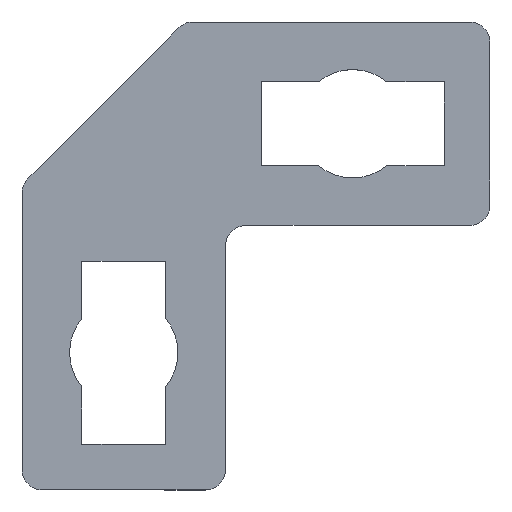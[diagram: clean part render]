
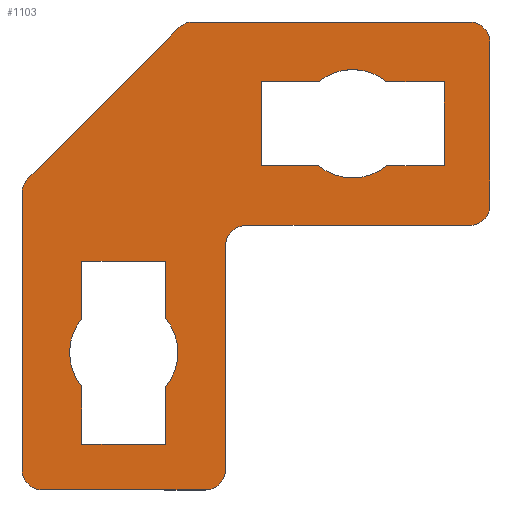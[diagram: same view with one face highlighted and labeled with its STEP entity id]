
A CAD part, top view. The second image highlights one B-rep face of the part: STEP entity #1103.
In plain terms, the highlighted planar face has unit normal (0, 0, 1).
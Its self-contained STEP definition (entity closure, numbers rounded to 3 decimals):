
#73=CARTESIAN_POINT('',(-40.,6.343,4.0));
#74=VERTEX_POINT('',#73);
#75=CARTESIAN_POINT('',(-38.828,9.172,4.0));
#76=VERTEX_POINT('',#75);
#77=CARTESIAN_POINT('',(-36.,6.343,4.0));
#78=DIRECTION('',(0.0,0.0,-1.0));
#79=DIRECTION('',(-0.924,0.383,0.0));
#80=AXIS2_PLACEMENT_3D('',#77,#78,#79);
#81=CIRCLE('',#80,4.0);
#82=EDGE_CURVE('',#74,#76,#81,.T.);
#124=CARTESIAN_POINT('',(-40.,-48.,4.0));
#125=VERTEX_POINT('',#124);
#132=CARTESIAN_POINT('',(-40.,-48.,4.0));
#133=DIRECTION('',(0.0,1.0,0.0));
#134=VECTOR('',#133,54.343);
#135=LINE('',#132,#134);
#136=EDGE_CURVE('',#125,#74,#135,.T.);
#392=CARTESIAN_POINT('',(-9.172,38.828,4.0));
#393=VERTEX_POINT('',#392);
#394=CARTESIAN_POINT('',(-6.343,40.,4.0));
#395=VERTEX_POINT('',#394);
#396=CARTESIAN_POINT('',(-6.343,36.0,4.0));
#397=DIRECTION('',(0.0,0.0,-1.0));
#398=DIRECTION('',(-0.383,0.924,0.0));
#399=AXIS2_PLACEMENT_3D('',#396,#397,#398);
#400=CIRCLE('',#399,4.0);
#401=EDGE_CURVE('',#393,#395,#400,.T.);
#425=CARTESIAN_POINT('',(48.,40.0,4.0));
#426=VERTEX_POINT('',#425);
#427=CARTESIAN_POINT('',(-6.343,40.,4.0));
#428=DIRECTION('',(1.0,0.0,0.0));
#429=VECTOR('',#428,54.343);
#430=LINE('',#427,#429);
#431=EDGE_CURVE('',#395,#426,#430,.T.);
#448=CARTESIAN_POINT('',(52.,36.0,4.0));
#449=VERTEX_POINT('',#448);
#450=CARTESIAN_POINT('',(48.,36.0,4.0));
#451=DIRECTION('',(0.0,0.0,-1.0));
#452=DIRECTION('',(0.707,0.707,0.0));
#453=AXIS2_PLACEMENT_3D('',#450,#451,#452);
#454=CIRCLE('',#453,4.0);
#455=EDGE_CURVE('',#426,#449,#454,.T.);
#473=CARTESIAN_POINT('',(52.,4.,4.0));
#474=VERTEX_POINT('',#473);
#475=CARTESIAN_POINT('',(48.,0.0,4.0));
#476=VERTEX_POINT('',#475);
#477=CARTESIAN_POINT('',(48.,4.,4.0));
#478=DIRECTION('',(0.0,0.0,-1.0));
#479=DIRECTION('',(0.707,-0.707,0.0));
#480=AXIS2_PLACEMENT_3D('',#477,#478,#479);
#481=CIRCLE('',#480,4.0);
#482=EDGE_CURVE('',#474,#476,#481,.T.);
#506=CARTESIAN_POINT('',(4.,0.0,4.0));
#507=VERTEX_POINT('',#506);
#508=CARTESIAN_POINT('',(48.,0.0,4.0));
#509=DIRECTION('',(-1.0,0.0,0.0));
#510=VECTOR('',#509,44.);
#511=LINE('',#508,#510);
#512=EDGE_CURVE('',#476,#507,#511,.T.);
#531=CARTESIAN_POINT('',(0.,-4.,4.0));
#532=VERTEX_POINT('',#531);
#533=CARTESIAN_POINT('',(4.,-4.0,4.0));
#534=DIRECTION('',(0.0,0.0,1.0));
#535=DIRECTION('',(-0.707,0.707,0.0));
#536=AXIS2_PLACEMENT_3D('',#533,#534,#535);
#537=CIRCLE('',#536,4.);
#538=EDGE_CURVE('',#507,#532,#537,.T.);
#554=CARTESIAN_POINT('',(-36.,-52.,4.0));
#555=VERTEX_POINT('',#554);
#556=CARTESIAN_POINT('',(-36.,-48.,4.0));
#557=DIRECTION('',(0.0,0.0,-1.0));
#558=DIRECTION('',(-0.707,-0.707,0.0));
#559=AXIS2_PLACEMENT_3D('',#556,#557,#558);
#560=CIRCLE('',#559,4.0);
#561=EDGE_CURVE('',#555,#125,#560,.T.);
#581=CARTESIAN_POINT('',(-4.,-52.,4.0));
#582=VERTEX_POINT('',#581);
#589=CARTESIAN_POINT('',(-4.,-52.,4.0));
#590=DIRECTION('',(-1.0,0.0,0.0));
#591=VECTOR('',#590,32.0);
#592=LINE('',#589,#591);
#593=EDGE_CURVE('',#582,#555,#592,.T.);
#603=CARTESIAN_POINT('',(0.,-48.,4.0));
#604=VERTEX_POINT('',#603);
#605=CARTESIAN_POINT('',(-4.,-48.,4.0));
#606=DIRECTION('',(0.0,0.0,-1.0));
#607=DIRECTION('',(0.707,-0.707,0.0));
#608=AXIS2_PLACEMENT_3D('',#605,#606,#607);
#609=CIRCLE('',#608,4.);
#610=EDGE_CURVE('',#604,#582,#609,.T.);
#628=CARTESIAN_POINT('',(-28.25,-43.,4.0));
#629=VERTEX_POINT('',#628);
#630=CARTESIAN_POINT('',(-28.25,-31.735,4.0));
#631=VERTEX_POINT('',#630);
#632=CARTESIAN_POINT('',(-28.25,-43.,4.0));
#633=DIRECTION('',(0.0,1.0,0.0));
#634=VECTOR('',#633,11.265);
#635=LINE('',#632,#634);
#636=EDGE_CURVE('',#629,#631,#635,.T.);
#659=CARTESIAN_POINT('',(-28.25,-18.265,4.0));
#660=VERTEX_POINT('',#659);
#661=CARTESIAN_POINT('',(-20.,-25.,4.0));
#662=DIRECTION('',(0.0,0.0,-1.0));
#663=DIRECTION('',(-0.775,0.632,0.0));
#664=AXIS2_PLACEMENT_3D('',#661,#662,#663);
#665=CIRCLE('',#664,10.65);
#666=EDGE_CURVE('',#631,#660,#665,.T.);
#684=CARTESIAN_POINT('',(-28.25,-7.,4.0));
#685=VERTEX_POINT('',#684);
#686=CARTESIAN_POINT('',(-28.25,-18.265,4.0));
#687=DIRECTION('',(0.0,1.0,0.0));
#688=VECTOR('',#687,11.265);
#689=LINE('',#686,#688);
#690=EDGE_CURVE('',#660,#685,#689,.T.);
#708=CARTESIAN_POINT('',(-11.75,-7.,4.0));
#709=VERTEX_POINT('',#708);
#710=CARTESIAN_POINT('',(-28.25,-7.,4.0));
#711=DIRECTION('',(1.0,0.0,0.0));
#712=VECTOR('',#711,16.5);
#713=LINE('',#710,#712);
#714=EDGE_CURVE('',#685,#709,#713,.T.);
#732=CARTESIAN_POINT('',(-11.75,-18.265,4.0));
#733=VERTEX_POINT('',#732);
#734=CARTESIAN_POINT('',(-11.75,-7.,4.0));
#735=DIRECTION('',(0.0,-1.0,0.0));
#736=VECTOR('',#735,11.265);
#737=LINE('',#734,#736);
#738=EDGE_CURVE('',#709,#733,#737,.T.);
#756=CARTESIAN_POINT('',(-11.75,-31.735,4.0));
#757=VERTEX_POINT('',#756);
#758=CARTESIAN_POINT('',(-20.,-25.,4.0));
#759=DIRECTION('',(0.0,0.0,-1.0));
#760=DIRECTION('',(0.775,-0.632,0.0));
#761=AXIS2_PLACEMENT_3D('',#758,#759,#760);
#762=CIRCLE('',#761,10.65);
#763=EDGE_CURVE('',#733,#757,#762,.T.);
#781=CARTESIAN_POINT('',(-11.75,-43.,4.0));
#782=VERTEX_POINT('',#781);
#783=CARTESIAN_POINT('',(-11.75,-31.735,4.0));
#784=DIRECTION('',(0.0,-1.0,0.0));
#785=VECTOR('',#784,11.265);
#786=LINE('',#783,#785);
#787=EDGE_CURVE('',#757,#782,#786,.T.);
#805=CARTESIAN_POINT('',(-11.75,-43.,4.0));
#806=DIRECTION('',(-1.0,0.0,0.0));
#807=VECTOR('',#806,16.5);
#808=LINE('',#805,#807);
#809=EDGE_CURVE('',#782,#629,#808,.T.);
#822=CARTESIAN_POINT('',(7.,28.25,4.0));
#823=VERTEX_POINT('',#822);
#824=CARTESIAN_POINT('',(18.265,28.25,4.0));
#825=VERTEX_POINT('',#824);
#826=CARTESIAN_POINT('',(7.,28.25,4.0));
#827=DIRECTION('',(1.0,0.0,0.0));
#828=VECTOR('',#827,11.265);
#829=LINE('',#826,#828);
#830=EDGE_CURVE('',#823,#825,#829,.T.);
#853=CARTESIAN_POINT('',(31.735,28.25,4.0));
#854=VERTEX_POINT('',#853);
#855=CARTESIAN_POINT('',(25.0,20.0,4.0));
#856=DIRECTION('',(0.0,0.0,-1.0));
#857=DIRECTION('',(0.632,0.775,0.0));
#858=AXIS2_PLACEMENT_3D('',#855,#856,#857);
#859=CIRCLE('',#858,10.65);
#860=EDGE_CURVE('',#825,#854,#859,.T.);
#878=CARTESIAN_POINT('',(43.0,28.25,4.0));
#879=VERTEX_POINT('',#878);
#880=CARTESIAN_POINT('',(31.735,28.25,4.0));
#881=DIRECTION('',(1.0,0.0,0.0));
#882=VECTOR('',#881,11.265);
#883=LINE('',#880,#882);
#884=EDGE_CURVE('',#854,#879,#883,.T.);
#902=CARTESIAN_POINT('',(43.,11.75,4.0));
#903=VERTEX_POINT('',#902);
#904=CARTESIAN_POINT('',(43.0,28.25,4.0));
#905=DIRECTION('',(0.0,-1.0,0.0));
#906=VECTOR('',#905,16.5);
#907=LINE('',#904,#906);
#908=EDGE_CURVE('',#879,#903,#907,.T.);
#926=CARTESIAN_POINT('',(31.735,11.75,4.0));
#927=VERTEX_POINT('',#926);
#928=CARTESIAN_POINT('',(43.,11.75,4.0));
#929=DIRECTION('',(-1.0,0.0,0.0));
#930=VECTOR('',#929,11.265);
#931=LINE('',#928,#930);
#932=EDGE_CURVE('',#903,#927,#931,.T.);
#950=CARTESIAN_POINT('',(18.265,11.75,4.0));
#951=VERTEX_POINT('',#950);
#952=CARTESIAN_POINT('',(25.0,20.0,4.0));
#953=DIRECTION('',(0.0,0.0,-1.0));
#954=DIRECTION('',(-0.632,-0.775,0.0));
#955=AXIS2_PLACEMENT_3D('',#952,#953,#954);
#956=CIRCLE('',#955,10.65);
#957=EDGE_CURVE('',#927,#951,#956,.T.);
#975=CARTESIAN_POINT('',(7.,11.75,4.0));
#976=VERTEX_POINT('',#975);
#977=CARTESIAN_POINT('',(18.265,11.75,4.0));
#978=DIRECTION('',(-1.0,0.0,0.0));
#979=VECTOR('',#978,11.265);
#980=LINE('',#977,#979);
#981=EDGE_CURVE('',#951,#976,#980,.T.);
#999=CARTESIAN_POINT('',(7.,11.75,4.0));
#1000=DIRECTION('',(0.0,1.0,0.0));
#1001=VECTOR('',#1000,16.5);
#1002=LINE('',#999,#1001);
#1003=EDGE_CURVE('',#976,#823,#1002,.T.);
#1017=CARTESIAN_POINT('',(-38.828,9.172,4.0));
#1018=DIRECTION('',(0.707,0.707,0.0));
#1019=VECTOR('',#1018,41.941);
#1020=LINE('',#1017,#1019);
#1021=EDGE_CURVE('',#76,#393,#1020,.T.);
#1034=CARTESIAN_POINT('',(52.,36.0,4.0));
#1035=DIRECTION('',(0.0,-1.0,0.0));
#1036=VECTOR('',#1035,32.);
#1037=LINE('',#1034,#1036);
#1038=EDGE_CURVE('',#449,#474,#1037,.T.);
#1051=CARTESIAN_POINT('',(0.,-4.0,4.0));
#1052=DIRECTION('',(0.0,-1.0,0.0));
#1053=VECTOR('',#1052,44.);
#1054=LINE('',#1051,#1053);
#1055=EDGE_CURVE('',#532,#604,#1054,.T.);
#1062=CARTESIAN_POINT('',(1.334,-1.334,4.0));
#1063=DIRECTION('',(0.0,0.0,1.0));
#1064=DIRECTION('',(1.0,0.0,0.0));
#1065=AXIS2_PLACEMENT_3D('',#1062,#1063,#1064);
#1066=PLANE('',#1065);
#1067=ORIENTED_EDGE('',*,*,#82,.F.);
#1068=ORIENTED_EDGE('',*,*,#136,.F.);
#1069=ORIENTED_EDGE('',*,*,#561,.F.);
#1070=ORIENTED_EDGE('',*,*,#593,.F.);
#1071=ORIENTED_EDGE('',*,*,#610,.F.);
#1072=ORIENTED_EDGE('',*,*,#1055,.F.);
#1073=ORIENTED_EDGE('',*,*,#538,.F.);
#1074=ORIENTED_EDGE('',*,*,#512,.F.);
#1075=ORIENTED_EDGE('',*,*,#482,.F.);
#1076=ORIENTED_EDGE('',*,*,#1038,.F.);
#1077=ORIENTED_EDGE('',*,*,#455,.F.);
#1078=ORIENTED_EDGE('',*,*,#431,.F.);
#1079=ORIENTED_EDGE('',*,*,#401,.F.);
#1080=ORIENTED_EDGE('',*,*,#1021,.F.);
#1081=EDGE_LOOP('',(#1067,#1068,#1069,#1070,#1071,#1072,#1073,#1074,#1075,#1076,#1077,#1078,#1079,#1080));
#1082=FACE_OUTER_BOUND('',#1081,.T.);
#1083=ORIENTED_EDGE('',*,*,#636,.T.);
#1084=ORIENTED_EDGE('',*,*,#666,.T.);
#1085=ORIENTED_EDGE('',*,*,#690,.T.);
#1086=ORIENTED_EDGE('',*,*,#714,.T.);
#1087=ORIENTED_EDGE('',*,*,#738,.T.);
#1088=ORIENTED_EDGE('',*,*,#763,.T.);
#1089=ORIENTED_EDGE('',*,*,#787,.T.);
#1090=ORIENTED_EDGE('',*,*,#809,.T.);
#1091=EDGE_LOOP('',(#1083,#1084,#1085,#1086,#1087,#1088,#1089,#1090));
#1092=FACE_BOUND('',#1091,.T.);
#1093=ORIENTED_EDGE('',*,*,#830,.T.);
#1094=ORIENTED_EDGE('',*,*,#860,.T.);
#1095=ORIENTED_EDGE('',*,*,#884,.T.);
#1096=ORIENTED_EDGE('',*,*,#908,.T.);
#1097=ORIENTED_EDGE('',*,*,#932,.T.);
#1098=ORIENTED_EDGE('',*,*,#957,.T.);
#1099=ORIENTED_EDGE('',*,*,#981,.T.);
#1100=ORIENTED_EDGE('',*,*,#1003,.T.);
#1101=EDGE_LOOP('',(#1093,#1094,#1095,#1096,#1097,#1098,#1099,#1100));
#1102=FACE_BOUND('',#1101,.T.);
#1103=ADVANCED_FACE('',(#1082,#1092,#1102),#1066,.T.);
